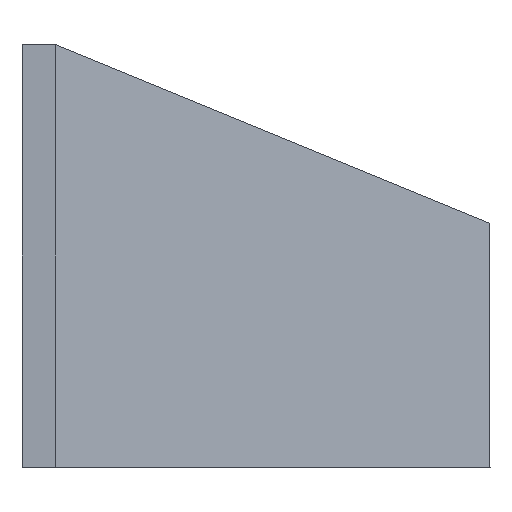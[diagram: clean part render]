
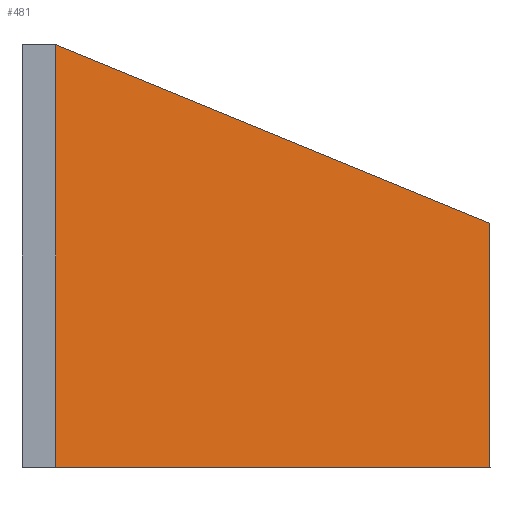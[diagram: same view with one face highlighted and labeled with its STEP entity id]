
A CAD part, left-side view. The second image highlights one B-rep face of the part: STEP entity #481.
In plain terms, the highlighted free-form (B-spline) face has degree [3, 3] with [4, 4] control points.
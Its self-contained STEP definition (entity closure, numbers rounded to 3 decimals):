
#20=B_SPLINE_SURFACE_WITH_KNOTS('',3,3,((#816,#817,#818,#819),(#820,#821,
#822,#823),(#824,#825,#826,#827),(#828,#829,#830,#831)),.UNSPECIFIED.,.F.,
 .F.,.F.,(4,4),(4,4),(0.,1.),(0.,1.),.UNSPECIFIED.);
#55=FACE_OUTER_BOUND('',#83,.T.);
#83=EDGE_LOOP('',(#392,#393,#394,#395));
#102=LINE('',#643,#156);
#132=LINE('',#813,#186);
#135=LINE('',#833,#189);
#136=LINE('',#834,#190);
#156=VECTOR('',#538,83.712);
#186=VECTOR('',#588,10.);
#189=VECTOR('',#591,10.);
#190=VECTOR('',#592,87.757);
#210=VERTEX_POINT('',#640);
#211=VERTEX_POINT('',#642);
#240=VERTEX_POINT('',#811);
#241=VERTEX_POINT('',#832);
#254=EDGE_CURVE('',#211,#210,#102,.T.);
#296=EDGE_CURVE('',#210,#240,#132,.T.);
#299=EDGE_CURVE('',#211,#241,#135,.T.);
#300=EDGE_CURVE('',#241,#240,#136,.T.);
#392=ORIENTED_EDGE('',*,*,#299,.F.);
#393=ORIENTED_EDGE('',*,*,#254,.T.);
#394=ORIENTED_EDGE('',*,*,#296,.T.);
#395=ORIENTED_EDGE('',*,*,#300,.F.);
#481=ADVANCED_FACE('',(#55),#20,.F.);
#538=DIRECTION('',(0.645,-0.765,0.));
#588=DIRECTION('',(0.,0.,1.));
#591=DIRECTION('',(0.,0.,1.));
#592=DIRECTION('',(0.615,-0.729,-0.3));
#640=CARTESIAN_POINT('',(112.661,-113.5,-77.388));
#642=CARTESIAN_POINT('',(58.701,-49.5,-77.388));
#643=CARTESIAN_POINT('',(58.701,-49.5,-77.388));
#811=CARTESIAN_POINT('',(112.655,-113.5,-41.395));
#813=CARTESIAN_POINT('',(112.661,-113.5,-77.395));
#816=CARTESIAN_POINT('Ctrl Pts',(58.701,-49.5,-77.388));
#817=CARTESIAN_POINT('Ctrl Pts',(76.688,-70.833,-77.388));
#818=CARTESIAN_POINT('Ctrl Pts',(94.674,-92.167,-77.388));
#819=CARTESIAN_POINT('Ctrl Pts',(112.661,-113.5,-77.388));
#820=CARTESIAN_POINT('Ctrl Pts',(58.701,-49.5,-56.608));
#821=CARTESIAN_POINT('Ctrl Pts',(76.687,-70.833,-59.535));
#822=CARTESIAN_POINT('Ctrl Pts',(94.673,-92.167,-62.463));
#823=CARTESIAN_POINT('Ctrl Pts',(112.659,-113.5,-65.39));
#824=CARTESIAN_POINT('Ctrl Pts',(58.701,-49.5,-35.827));
#825=CARTESIAN_POINT('Ctrl Pts',(76.686,-70.833,-41.682));
#826=CARTESIAN_POINT('Ctrl Pts',(94.672,-92.167,-47.538));
#827=CARTESIAN_POINT('Ctrl Pts',(112.657,-113.5,-53.393));
#828=CARTESIAN_POINT('Ctrl Pts',(58.701,-49.5,-15.047));
#829=CARTESIAN_POINT('Ctrl Pts',(76.685,-70.833,-23.83));
#830=CARTESIAN_POINT('Ctrl Pts',(94.67,-92.167,-32.612));
#831=CARTESIAN_POINT('Ctrl Pts',(112.655,-113.5,-41.395));
#832=CARTESIAN_POINT('',(58.701,-49.5,-15.047));
#833=CARTESIAN_POINT('',(58.701,-49.5,-30.632));
#834=CARTESIAN_POINT('',(58.701,-49.5,-15.047));
